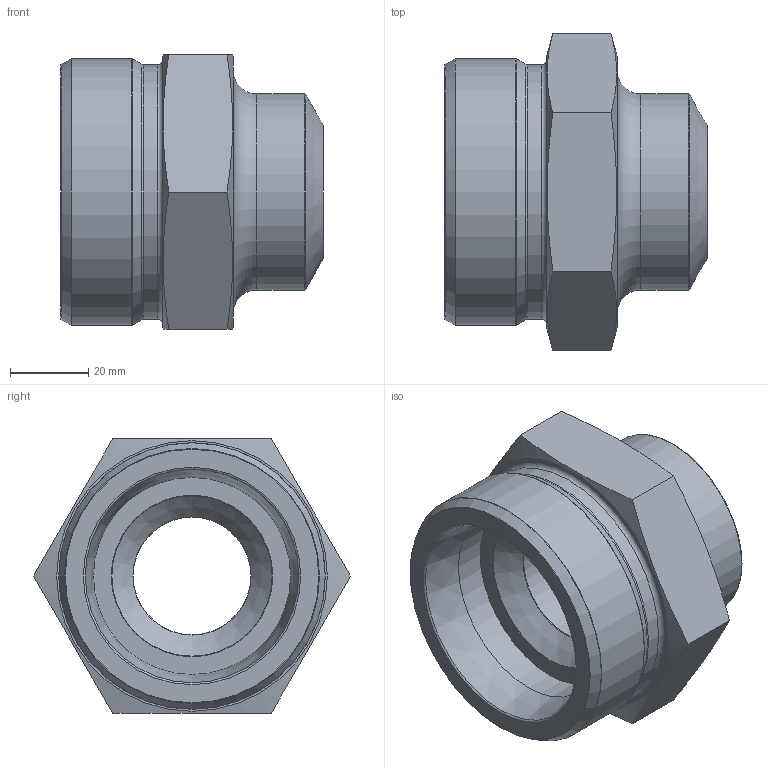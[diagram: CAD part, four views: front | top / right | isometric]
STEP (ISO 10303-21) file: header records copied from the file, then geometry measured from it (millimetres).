
FILE_DESCRIPTION(/* description */ (''),/* implementation_level */ '2;1');
FILE_NAME(/* name */ 'X-GAV5010.stp',/* time_stamp */ '2025-01-17T11:53:52+01:00',/* author */ (''),/* organization */ (''),/* preprocessor_version */ 'ST-DEVELOPER v16',/* originating_system */ 'SIEMENS PLM Software NX 10.0',/* authorisation */ '');
FILE_SCHEMA (('CONFIG_CONTROL_DESIGN'));
Length unit declared in the file: millimetre
Products named in the file (1): X-GAV5010
Bounding box: 67 x 80.83 x 70 mm (x, y, z)
Volume: 137937.2 mm3; surface area: 26266.1 mm2
Topology: 1 solids, 1 shells, 34 faces, 78 edges, 49 vertices
Faces by surface type: plane 11, torus 10, cone 8, cylinder 5
Full cylindrical faces by diameter (mm): 30 x1, 50 x1, 50.26 x1, 64.9 x1, 68 x1
Entity records: 868 total; most frequent: CARTESIAN_POINT 171, DIRECTION 130, ORIENTED_EDGE 90, EDGE_LOOP 62, AXIS2_PLACEMENT_3D 62, FACE_BOUND 56, EDGE_CURVE 45, VERTEX_POINT 39
